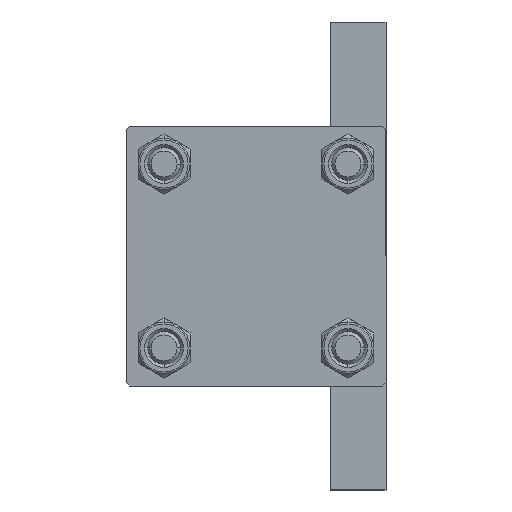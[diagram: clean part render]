
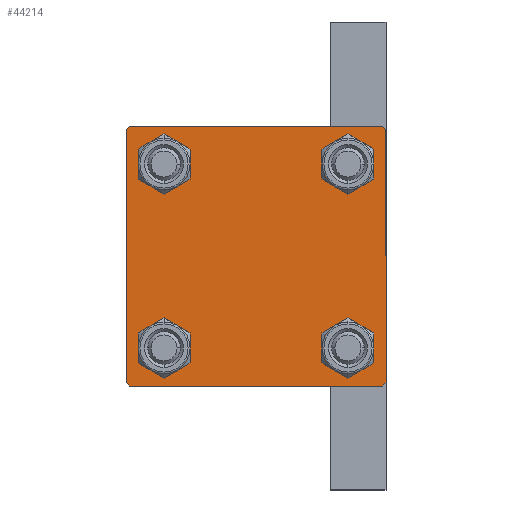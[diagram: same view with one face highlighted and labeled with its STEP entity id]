
A CAD part, left-side view. The second image highlights one B-rep face of the part: STEP entity #44214.
In plain terms, the highlighted planar face has unit normal (-1, 0, 0).
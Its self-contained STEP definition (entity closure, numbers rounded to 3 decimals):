
#207 = DIRECTION ( 'NONE',  ( 0., -0.707, -0.707 ) ) ;
#276 = VERTEX_POINT ( 'NONE', #954 ) ;
#765 = CIRCLE ( 'NONE', #12299, 3. ) ;
#954 = CARTESIAN_POINT ( 'NONE',  ( 0., 20., 19.5 ) ) ;
#1466 = DIRECTION ( 'NONE',  ( 1., 0., 0. ) ) ;
#1574 = EDGE_CURVE ( 'NONE', #22227, #35437, #40563, .T. ) ;
#2816 = EDGE_LOOP ( 'NONE', ( #19029, #31543, #33638, #45321, #16294, #35384, #44170, #10587 ) ) ;
#2938 = FACE_BOUND ( 'NONE', #6148, .T. ) ;
#3013 = CARTESIAN_POINT ( 'NONE',  ( 0., 14.15, -14.15 ) ) ;
#3064 = EDGE_LOOP ( 'NONE', ( #32655, #23416 ) ) ;
#3712 = VECTOR ( 'NONE', #5100, 1000. ) ;
#3850 = DIRECTION ( 'NONE',  ( 0., 0., 1. ) ) ;
#3897 = VERTEX_POINT ( 'NONE', #16598 ) ;
#4172 = CARTESIAN_POINT ( 'NONE',  ( 0., 14.15, 11.15 ) ) ;
#4306 = VERTEX_POINT ( 'NONE', #15048 ) ;
#4835 = EDGE_CURVE ( 'NONE', #39637, #25441, #765, .T. ) ;
#5100 = DIRECTION ( 'NONE',  ( 0., 0.707, 0.707 ) ) ;
#6148 = EDGE_LOOP ( 'NONE', ( #22865, #9002 ) ) ;
#6217 = VERTEX_POINT ( 'NONE', #43742 ) ;
#6799 = FACE_OUTER_BOUND ( 'NONE', #2816, .T. ) ;
#7341 = CARTESIAN_POINT ( 'NONE',  ( 0., 20., 20. ) ) ;
#8126 = DIRECTION ( 'NONE',  ( 0., 0., 1. ) ) ;
#8487 = CARTESIAN_POINT ( 'NONE',  ( 0., 14.15, -17.15 ) ) ;
#9002 = ORIENTED_EDGE ( 'NONE', *, *, #41420, .T. ) ;
#9405 = CARTESIAN_POINT ( 'NONE',  ( 0., -14.15, -17.15 ) ) ;
#9573 = DIRECTION ( 'NONE',  ( 0., 0.707, -0.707 ) ) ;
#10017 = LINE ( 'NONE', #7341, #26942 ) ;
#10184 = VECTOR ( 'NONE', #10806, 1000. ) ;
#10513 = VERTEX_POINT ( 'NONE', #33072 ) ;
#10587 = ORIENTED_EDGE ( 'NONE', *, *, #11676, .T. ) ;
#10634 = DIRECTION ( 'NONE',  ( -1., 0., 0. ) ) ;
#10806 = DIRECTION ( 'NONE',  ( 0., -1., 0. ) ) ;
#11074 = DIRECTION ( 'NONE',  ( 0., 0., 1. ) ) ;
#11298 = VECTOR ( 'NONE', #29004, 1000. ) ;
#11676 = EDGE_CURVE ( 'NONE', #43158, #276, #39407, .T. ) ;
#12299 = AXIS2_PLACEMENT_3D ( 'NONE', #26417, #41099, #8126 ) ;
#12352 = EDGE_CURVE ( 'NONE', #43158, #3897, #46670, .T. ) ;
#12802 = EDGE_CURVE ( 'NONE', #36307, #35437, #19403, .T. ) ;
#13215 = AXIS2_PLACEMENT_3D ( 'NONE', #17882, #10634, #24865 ) ;
#13241 = LINE ( 'NONE', #21166, #19248 ) ;
#13245 = CIRCLE ( 'NONE', #42447, 3. ) ;
#14486 = FACE_BOUND ( 'NONE', #33007, .T. ) ;
#14562 = DIRECTION ( 'NONE',  ( 1., 0., 0. ) ) ;
#15048 = CARTESIAN_POINT ( 'NONE',  ( 0., -14.15, 11.15 ) ) ;
#15056 = CARTESIAN_POINT ( 'NONE',  ( 0., -19.75, -19.75 ) ) ;
#15162 = DIRECTION ( 'NONE',  ( 1., 0., 0. ) ) ;
#15554 = CARTESIAN_POINT ( 'NONE',  ( 0., -20., 20. ) ) ;
#15798 = VERTEX_POINT ( 'NONE', #42916 ) ;
#15906 = DIRECTION ( 'NONE',  ( 0., 0., 1. ) ) ;
#16294 = ORIENTED_EDGE ( 'NONE', *, *, #12802, .F. ) ;
#16598 = CARTESIAN_POINT ( 'NONE',  ( 0., -19.5, 20. ) ) ;
#16641 = EDGE_CURVE ( 'NONE', #26971, #31534, #13241, .T. ) ;
#16886 = LINE ( 'NONE', #31300, #3712 ) ;
#17131 = DIRECTION ( 'NONE',  ( 0., 0., 1. ) ) ;
#17301 = EDGE_CURVE ( 'NONE', #23928, #6217, #25423, .T. ) ;
#17882 = CARTESIAN_POINT ( 'NONE',  ( 0., 0., 0. ) ) ;
#18288 = DIRECTION ( 'NONE',  ( 1., 0., 0. ) ) ;
#18734 = CARTESIAN_POINT ( 'NONE',  ( 0., -14.15, -11.15 ) ) ;
#18939 = ORIENTED_EDGE ( 'NONE', *, *, #30186, .T. ) ;
#19029 = ORIENTED_EDGE ( 'NONE', *, *, #41345, .T. ) ;
#19175 = VECTOR ( 'NONE', #27359, 1000. ) ;
#19248 = VECTOR ( 'NONE', #207, 1000. ) ;
#19403 = LINE ( 'NONE', #15554, #46283 ) ;
#21166 = CARTESIAN_POINT ( 'NONE',  ( 0., 19.75, -19.75 ) ) ;
#21845 = CARTESIAN_POINT ( 'NONE',  ( 0., -19.5, -20. ) ) ;
#22227 = VERTEX_POINT ( 'NONE', #21845 ) ;
#22327 = AXIS2_PLACEMENT_3D ( 'NONE', #3013, #14562, #28772 ) ;
#22424 = EDGE_CURVE ( 'NONE', #31534, #22227, #31431, .T. ) ;
#22865 = ORIENTED_EDGE ( 'NONE', *, *, #28846, .T. ) ;
#22882 = VERTEX_POINT ( 'NONE', #8487 ) ;
#23416 = ORIENTED_EDGE ( 'NONE', *, *, #45618, .T. ) ;
#23928 = VERTEX_POINT ( 'NONE', #4172 ) ;
#24329 = CARTESIAN_POINT ( 'NONE',  ( 0., -14.15, -14.15 ) ) ;
#24648 = CIRCLE ( 'NONE', #22327, 3. ) ;
#24816 = DIRECTION ( 'NONE',  ( 1., 0., 0. ) ) ;
#24865 = DIRECTION ( 'NONE',  ( 0., 0., 1. ) ) ;
#25423 = CIRCLE ( 'NONE', #31571, 3. ) ;
#25438 = CARTESIAN_POINT ( 'NONE',  ( 0., -20., 19.5 ) ) ;
#25441 = VERTEX_POINT ( 'NONE', #18734 ) ;
#25508 = CIRCLE ( 'NONE', #41650, 3. ) ;
#25520 = CARTESIAN_POINT ( 'NONE',  ( 0., -14.15, 14.15 ) ) ;
#26417 = CARTESIAN_POINT ( 'NONE',  ( 0., -14.15, -14.15 ) ) ;
#26592 = CARTESIAN_POINT ( 'NONE',  ( 0., 19.5, 20. ) ) ;
#26730 = DIRECTION ( 'NONE',  ( 1., 0., 0. ) ) ;
#26942 = VECTOR ( 'NONE', #46810, 1000. ) ;
#26971 = VERTEX_POINT ( 'NONE', #34157 ) ;
#27131 = CARTESIAN_POINT ( 'NONE',  ( 0., 19.5, -20. ) ) ;
#27333 = ORIENTED_EDGE ( 'NONE', *, *, #4835, .T. ) ;
#27359 = DIRECTION ( 'NONE',  ( 0., -1., 0. ) ) ;
#28459 = FACE_BOUND ( 'NONE', #3064, .T. ) ;
#28772 = DIRECTION ( 'NONE',  ( 0., 0., 1. ) ) ;
#28846 = EDGE_CURVE ( 'NONE', #15798, #22882, #45171, .T. ) ;
#29004 = DIRECTION ( 'NONE',  ( 0., -0.707, 0.707 ) ) ;
#29816 = AXIS2_PLACEMENT_3D ( 'NONE', #30555, #26730, #15906 ) ;
#30090 = EDGE_CURVE ( 'NONE', #36307, #3897, #16886, .T. ) ;
#30186 = EDGE_CURVE ( 'NONE', #6217, #23928, #45244, .T. ) ;
#30555 = CARTESIAN_POINT ( 'NONE',  ( 0., 14.15, -14.15 ) ) ;
#31300 = CARTESIAN_POINT ( 'NONE',  ( 0., -19.75, 19.75 ) ) ;
#31431 = LINE ( 'NONE', #38910, #19175 ) ;
#31534 = VERTEX_POINT ( 'NONE', #27131 ) ;
#31543 = ORIENTED_EDGE ( 'NONE', *, *, #16641, .T. ) ;
#31571 = AXIS2_PLACEMENT_3D ( 'NONE', #42369, #35125, #35832 ) ;
#31697 = CARTESIAN_POINT ( 'NONE',  ( 0., 19.75, 19.75 ) ) ;
#31832 = FACE_BOUND ( 'NONE', #39001, .T. ) ;
#32197 = AXIS2_PLACEMENT_3D ( 'NONE', #32951, #15162, #3850 ) ;
#32655 = ORIENTED_EDGE ( 'NONE', *, *, #44506, .T. ) ;
#32951 = CARTESIAN_POINT ( 'NONE',  ( 0., 14.15, 14.15 ) ) ;
#33007 = EDGE_LOOP ( 'NONE', ( #41050, #27333 ) ) ;
#33072 = CARTESIAN_POINT ( 'NONE',  ( 0., -14.15, 17.15 ) ) ;
#33638 = ORIENTED_EDGE ( 'NONE', *, *, #22424, .T. ) ;
#34157 = CARTESIAN_POINT ( 'NONE',  ( 0., 20., -19.5 ) ) ;
#35125 = DIRECTION ( 'NONE',  ( 1., 0., 0. ) ) ;
#35384 = ORIENTED_EDGE ( 'NONE', *, *, #30090, .T. ) ;
#35437 = VERTEX_POINT ( 'NONE', #43639 ) ;
#35519 = AXIS2_PLACEMENT_3D ( 'NONE', #25520, #18288, #11074 ) ;
#35670 = PLANE ( 'NONE',  #13215 ) ;
#35832 = DIRECTION ( 'NONE',  ( 0., 0., 1. ) ) ;
#36307 = VERTEX_POINT ( 'NONE', #25438 ) ;
#38910 = CARTESIAN_POINT ( 'NONE',  ( 0., 20., -20. ) ) ;
#39001 = EDGE_LOOP ( 'NONE', ( #18939, #42874 ) ) ;
#39407 = LINE ( 'NONE', #31697, #40861 ) ;
#39637 = VERTEX_POINT ( 'NONE', #9405 ) ;
#39696 = CARTESIAN_POINT ( 'NONE',  ( 0., 20., 20. ) ) ;
#40563 = LINE ( 'NONE', #15056, #11298 ) ;
#40861 = VECTOR ( 'NONE', #9573, 1000. ) ;
#41050 = ORIENTED_EDGE ( 'NONE', *, *, #44590, .T. ) ;
#41099 = DIRECTION ( 'NONE',  ( 1., 0., 0. ) ) ;
#41345 = EDGE_CURVE ( 'NONE', #276, #26971, #10017, .T. ) ;
#41420 = EDGE_CURVE ( 'NONE', #22882, #15798, #24648, .T. ) ;
#41650 = AXIS2_PLACEMENT_3D ( 'NONE', #45018, #1466, #45511 ) ;
#42369 = CARTESIAN_POINT ( 'NONE',  ( 0., 14.15, 14.15 ) ) ;
#42447 = AXIS2_PLACEMENT_3D ( 'NONE', #24329, #24816, #17131 ) ;
#42874 = ORIENTED_EDGE ( 'NONE', *, *, #17301, .T. ) ;
#42916 = CARTESIAN_POINT ( 'NONE',  ( 0., 14.15, -11.15 ) ) ;
#43158 = VERTEX_POINT ( 'NONE', #26592 ) ;
#43639 = CARTESIAN_POINT ( 'NONE',  ( 0., -20., -19.5 ) ) ;
#43742 = CARTESIAN_POINT ( 'NONE',  ( 0., 14.15, 17.15 ) ) ;
#44170 = ORIENTED_EDGE ( 'NONE', *, *, #12352, .F. ) ;
#44214 = ADVANCED_FACE ( 'NONE', ( #28459, #14486, #2938, #31832, #6799 ), #35670, .T. ) ;
#44506 = EDGE_CURVE ( 'NONE', #10513, #4306, #25508, .T. ) ;
#44590 = EDGE_CURVE ( 'NONE', #25441, #39637, #13245, .T. ) ;
#45018 = CARTESIAN_POINT ( 'NONE',  ( 0., -14.15, 14.15 ) ) ;
#45171 = CIRCLE ( 'NONE', #29816, 3. ) ;
#45244 = CIRCLE ( 'NONE', #32197, 3. ) ;
#45321 = ORIENTED_EDGE ( 'NONE', *, *, #1574, .T. ) ;
#45511 = DIRECTION ( 'NONE',  ( 0., 0., 1. ) ) ;
#45618 = EDGE_CURVE ( 'NONE', #4306, #10513, #46319, .T. ) ;
#45851 = DIRECTION ( 'NONE',  ( 0., 0., -1. ) ) ;
#46283 = VECTOR ( 'NONE', #45851, 1000. ) ;
#46319 = CIRCLE ( 'NONE', #35519, 3. ) ;
#46670 = LINE ( 'NONE', #39696, #10184 ) ;
#46810 = DIRECTION ( 'NONE',  ( 0., 0., -1. ) ) ;
